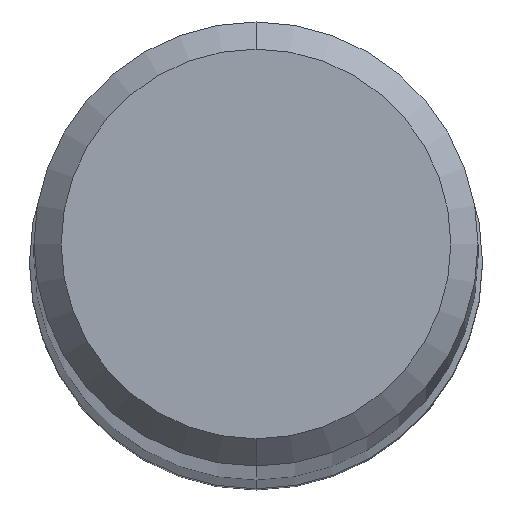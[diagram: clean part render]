
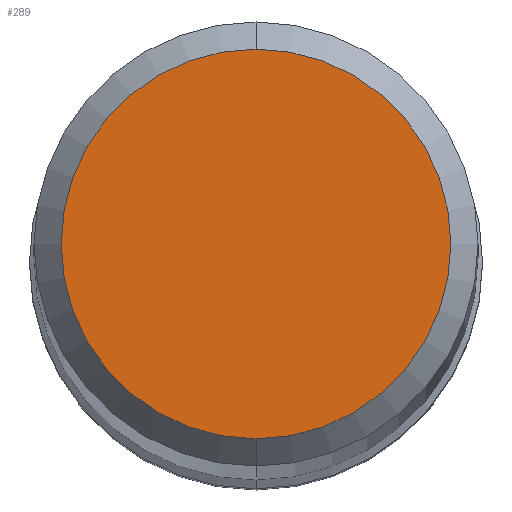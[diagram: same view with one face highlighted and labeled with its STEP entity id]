
A CAD part, top view. The second image highlights one B-rep face of the part: STEP entity #289.
In plain terms, the highlighted planar face has unit normal (0, 0, 1).
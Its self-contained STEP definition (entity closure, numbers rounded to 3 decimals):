
#229=VERTEX_POINT('',#618);
#267=EDGE_CURVE('',#229,#393,#660,.T.);
#289=ADVANCED_FACE('',(#684),#685,.T.);
#393=VERTEX_POINT('',#800);
#497=EDGE_CURVE('',#393,#229,#910,.T.);
#618=CARTESIAN_POINT('',(0.,-2.15,0.0));
#660=CIRCLE('',#1144,2.15);
#684=FACE_OUTER_BOUND('',#1202,.T.);
#685=PLANE('',#1203);
#800=CARTESIAN_POINT('',(0.0,2.15,0.0));
#910=CIRCLE('',#1629,2.15);
#1144=AXIS2_PLACEMENT_3D('',#1845,#1846,#1847);
#1202=EDGE_LOOP('',(#1867,#1868));
#1203=AXIS2_PLACEMENT_3D('',#1869,#1870,#1871);
#1629=AXIS2_PLACEMENT_3D('',#2100,#2101,#2102);
#1845=CARTESIAN_POINT('',(0.0,0.0,0.0));
#1846=DIRECTION('',(0.0,0.0,-1.0));
#1847=DIRECTION('',(0.0,1.0,0.0));
#1867=ORIENTED_EDGE('',*,*,#497,.F.);
#1868=ORIENTED_EDGE('',*,*,#267,.F.);
#1869=CARTESIAN_POINT('',(0.0,1.075,0.0));
#1870=DIRECTION('',(-0.0,0.0,1.0));
#1871=DIRECTION('',(0.0,-1.0,0.0));
#2100=CARTESIAN_POINT('',(0.0,0.0,0.0));
#2101=DIRECTION('',(0.0,0.0,-1.0));
#2102=DIRECTION('',(0.0,1.0,0.0));
